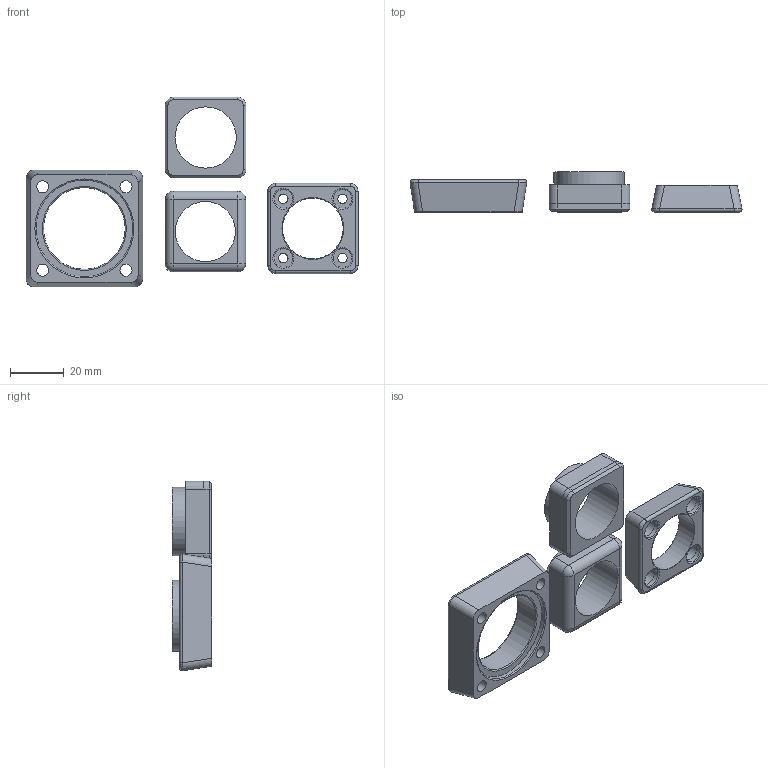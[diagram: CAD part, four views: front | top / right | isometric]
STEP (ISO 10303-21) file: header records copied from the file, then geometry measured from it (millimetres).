
FILE_DESCRIPTION(/* description */ ('','CAx-IF Rec.Pracs.---Representation and Presentation of Product Manufacturing Information (PMI)---4.0---2014-10-13'),/* implementation_level */ '2;1');
FILE_NAME(/* name */ 'lids.step',/* time_stamp */ '2025-01-30T11:27:33+01:00',/* author */ (''),/* organization */ (''),/* preprocessor_version */ 'ST-DEVELOPER v20',/* originating_system */ 'Autodesk Translation Framework v13.20.0.188',/* authorisation */ '');
FILE_SCHEMA (('AP242_MANAGED_MODEL_BASED_3D_ENGINEERING_MIM_LF { 1 0 10303 442 1 1 4 }'));
Length unit declared in the file: millimetre
Products named in the file (5): lids; GluedLid22; CompressionLid30V2; CompressionLid22V2; GlueLid22_v2
Assembly tree (4 placements, depth 2):
  lids
    GluedLid22
    CompressionLid30V2
    CompressionLid22V2
    GlueLid22_v2
Bounding box: 123.48 x 14.8 x 70.56 mm (x, y, z)
Volume: 25465.5 mm3; surface area: 16427.6 mm2
Topology: 4 solids, 4 shells, 144 faces, 342 edges, 216 vertices
Faces by surface type: cylinder 63, plane 48, bspline 13, torus 11, cone 5, sphere 4
Full cylindrical faces by diameter (mm): 3.5 x4, 4.5 x4, 7 x8, 9 x4, 22.4 x1, 22.6 x1, 22.8 x1, 25.6 x1, 26.4 x1, 30.4 x1, 36 x1
Entity records: 5078 total; most frequent: CARTESIAN_POINT 1424, DIRECTION 796, ORIENTED_EDGE 684, EDGE_CURVE 342, AXIS2_PLACEMENT_3D 327, VERTEX_POINT 216, EDGE_LOOP 178, CIRCLE 162
